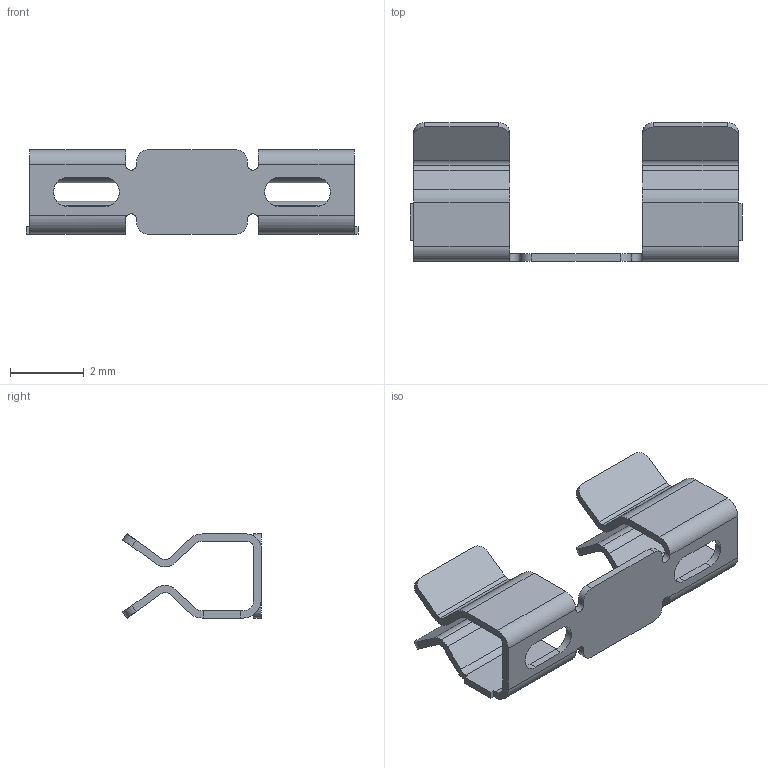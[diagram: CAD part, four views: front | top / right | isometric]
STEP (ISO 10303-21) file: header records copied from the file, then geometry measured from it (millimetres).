
FILE_DESCRIPTION(('STEP AP203'),'1');
FILE_NAME('s1411-46r.stp','2024-04-24T15:42:10',('TraceParts'),('TraceParts S.A.'),'Spatial InterOp 3D',' ',' ');
FILE_SCHEMA(('CONFIG_CONTROL_DESIGN'));
Length unit declared in the file: millimetre
Products named in the file (1): 1
Bounding box: 8.99 x 3.75 x 2.28 mm (x, y, z)
Volume: 11.3 mm3; surface area: 125.6 mm2
Topology: 1 solids, 1 shells, 112 faces, 324 edges, 214 vertices
Faces by surface type: cylinder 56, plane 56
Entity records: 3766 total; most frequent: DIRECTION 664, CARTESIAN_POINT 651, ORIENTED_EDGE 648, EDGE_CURVE 324, AXIS2_PLACEMENT_3D 227, VERTEX_POINT 214, LINE 210, VECTOR 210
